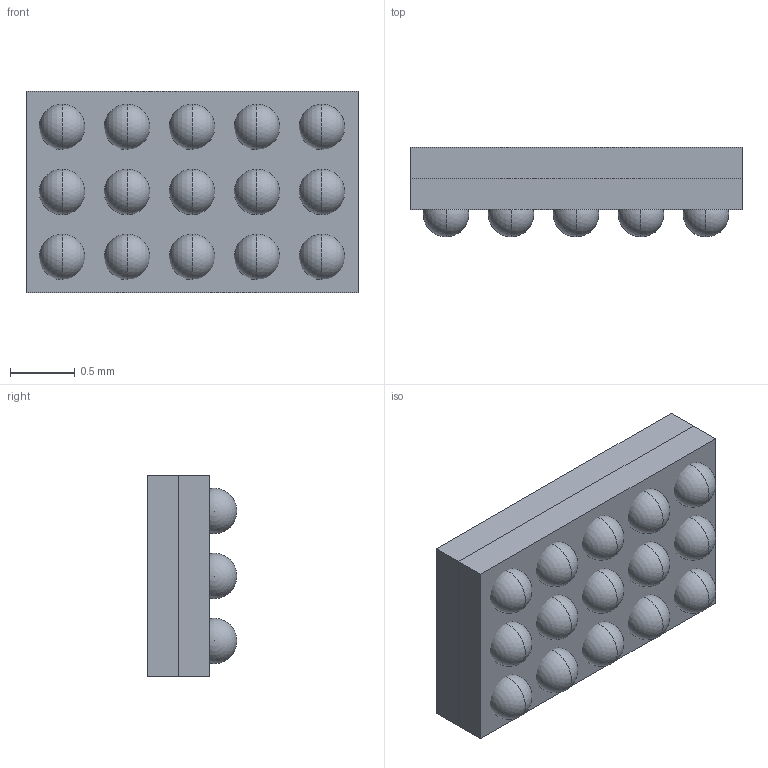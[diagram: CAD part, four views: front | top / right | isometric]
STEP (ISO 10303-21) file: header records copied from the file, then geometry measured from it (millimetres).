
FILE_DESCRIPTION (( 'STEP AP214' ), '1' );
FILE_NAME ( 'BGA_15_NP50_3X5_155X255X69B31N.STEP', '2018-12-16T19:02:04', ( '' ), ( '' ), 'Part was generated with the free Library Expert Lite available at www.PCBLibraries.com. Removing line will violate the End User License Agreement.', '©2017 PCB Libraries, Inc.', '' );
FILE_SCHEMA (( 'AUTOMOTIVE_DESIGN' ));
Length unit declared in the file: millimetre
Products named in the file (1): BGA_15_NP50_3X5_155X255X69B31N
Bounding box: 2.56 x 0.69 x 1.55 mm (x, y, z)
Volume: 2.2 mm3; surface area: 25.6 mm2
Topology: 17 solids, 17 shells, 45 faces, 135 edges, 95 vertices
Faces by surface type: sphere 30, plane 13, torus 2
Entity records: 1292 total; most frequent: DIRECTION 188, CARTESIAN_POINT 156, ORIENTED_EDGE 120, AXIS2_PLACEMENT_3D 82, STYLED_ITEM 63, PRESENTATION_LAYER_ASSIGNMENT 63, MECHANICAL_DESIGN_GEOMETRIC_PRESENTATION_REPRESENTATION 63, EDGE_CURVE 60
